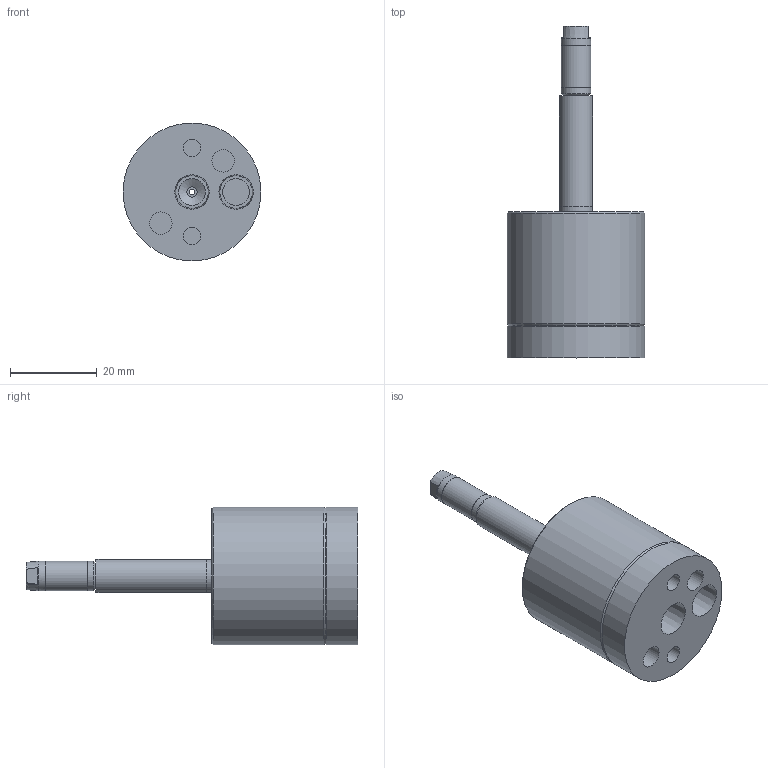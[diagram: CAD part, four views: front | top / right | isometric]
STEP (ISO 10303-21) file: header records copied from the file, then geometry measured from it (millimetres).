
FILE_DESCRIPTION (( 'STEP AP214' ), '1' );
FILE_NAME ('CTSC-001441.STEP', '2026-01-26T19:48:35', ( '' ), ( '' ), 'SwSTEP 2.0', 'SolidWorks 2023', '' );
FILE_SCHEMA (( 'AUTOMOTIVE_DESIGN' ));
Length unit declared in the file: millimetre
Products named in the file (1): CTSC-001441
Bounding box: 31.75 x 76.43 x 31.75 mm (x, y, z)
Volume: 26997.8 mm3; surface area: 8431.7 mm2
Topology: 6 solids, 6 shells, 71 faces, 132 edges, 87 vertices
Faces by surface type: plane 34, cylinder 25, cone 9, torus 3
Full cylindrical faces by diameter (mm): 1.321 x1, 2.38 x1, 2.87 x1, 3.505 x1, 3.937 x2, 4.039 x2, 4.178 x3, 5.16 x2, 6.147 x2, 6.807 x3, 7.036 x1, 7.341 x1, 7.62 x2, 30.643 x1, 31.75 x2
Entity records: 2123 total; most frequent: DIRECTION 290, CARTESIAN_POINT 282, ORIENTED_EDGE 178, AXIS2_PLACEMENT_3D 139, EDGE_LOOP 130, FACE_OUTER_BOUND 96, EDGE_CURVE 89, VERTEX_POINT 79
